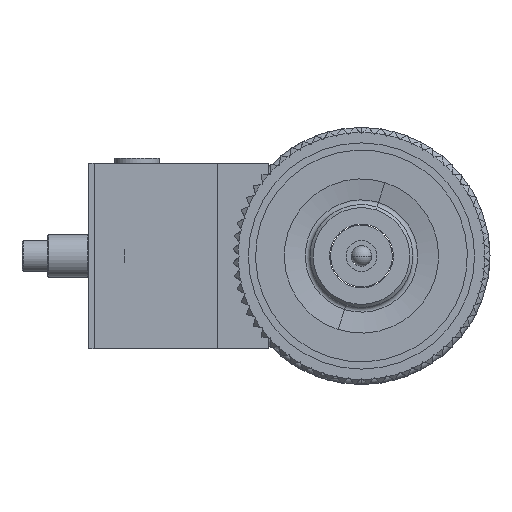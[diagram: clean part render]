
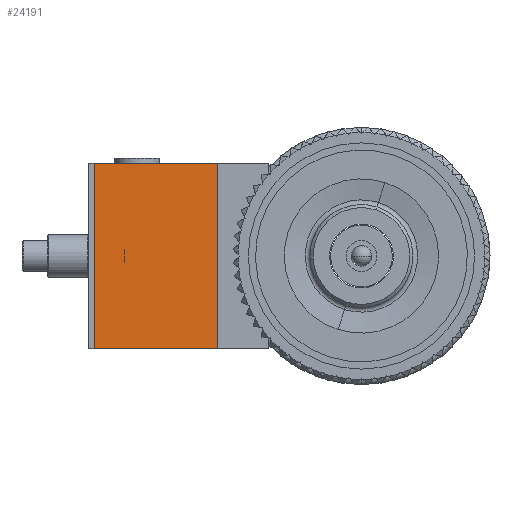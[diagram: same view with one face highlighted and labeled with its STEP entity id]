
A CAD part, left-side view. The second image highlights one B-rep face of the part: STEP entity #24191.
In plain terms, the highlighted planar face has unit normal (-1, 0, 0).
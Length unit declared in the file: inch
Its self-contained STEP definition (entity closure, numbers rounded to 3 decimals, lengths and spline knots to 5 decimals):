
#12757 = CARTESIAN_POINT ( 'NONE',  ( -1.45363, 0.22904, 1.5591 ) ) ;
#12758 = DIRECTION ( 'NONE',  ( 0., 1., 0. ) ) ;
#12759 = VECTOR ( 'NONE', #12758, 39.37008 ) ;
#12760 = CARTESIAN_POINT ( 'NONE',  ( -1.45363, 0.22904, 1.5591 ) ) ;
#12761 = LINE ( 'NONE', #12760, #12759 ) ;
#12762 = CARTESIAN_POINT ( 'NONE',  ( -1.45363, 0.22904, 0.85044 ) ) ;
#12767 = CARTESIAN_POINT ( 'NONE',  ( -1.45363, 0.70148, 0.85044 ) ) ;
#12842 = CARTESIAN_POINT ( 'NONE',  ( -1.45363, 0.70148, 1.5591 ) ) ;
#12904 = DIRECTION ( 'NONE',  ( 0., 0., 1. ) ) ;
#12905 = DIRECTION ( 'NONE',  ( -1., 0., 0. ) ) ;
#12906 = CARTESIAN_POINT ( 'NONE',  ( -1.45363, 0.22904, 0.85044 ) ) ;
#12907 = AXIS2_PLACEMENT_3D ( 'NONE', #12906, #12905, #12904 ) ;
#12908 = PLANE ( 'NONE',  #12907 ) ;
#12926 = FACE_OUTER_BOUND ( 'NONE', #24192, .T. ) ;
#12927 = DIRECTION ( 'NONE',  ( 0., 1., 0. ) ) ;
#12928 = VECTOR ( 'NONE', #12927, 39.37008 ) ;
#12929 = CARTESIAN_POINT ( 'NONE',  ( -1.45363, 0.22904, 0.85044 ) ) ;
#12930 = LINE ( 'NONE', #12929, #12928 ) ;
#12951 = DIRECTION ( 'NONE',  ( 0., 0., 1. ) ) ;
#12952 = VECTOR ( 'NONE', #12951, 39.37008 ) ;
#12953 = CARTESIAN_POINT ( 'NONE',  ( -1.45363, 0.22904, 0.85044 ) ) ;
#12955 = LINE ( 'NONE', #12953, #12952 ) ;
#12956 = DIRECTION ( 'NONE',  ( 0., 0., 1. ) ) ;
#12957 = VECTOR ( 'NONE', #12956, 39.37008 ) ;
#12958 = CARTESIAN_POINT ( 'NONE',  ( -1.45363, 0.70148, 0.85044 ) ) ;
#12959 = LINE ( 'NONE', #12958, #12957 ) ;
#24136 = VERTEX_POINT ( 'NONE', #12767 ) ;
#24140 = VERTEX_POINT ( 'NONE', #12762 ) ;
#24142 = EDGE_CURVE ( 'NONE', #24143, #24166, #12761, .T. ) ;
#24143 = VERTEX_POINT ( 'NONE', #12757 ) ;
#24166 = VERTEX_POINT ( 'NONE', #12842 ) ;
#24190 = EDGE_CURVE ( 'NONE', #24140, #24136, #12930, .T. ) ;
#24191 = ADVANCED_FACE ( 'NONE', ( #12926 ), #12908, .T. ) ;
#24192 = EDGE_LOOP ( 'NONE', ( #24193, #24195, #24196, #24198 ) ) ;
#24193 = ORIENTED_EDGE ( 'NONE', *, *, #24194, .F. ) ;
#24194 = EDGE_CURVE ( 'NONE', #24136, #24166, #12959, .T. ) ;
#24195 = ORIENTED_EDGE ( 'NONE', *, *, #24190, .F. ) ;
#24196 = ORIENTED_EDGE ( 'NONE', *, *, #24197, .T. ) ;
#24197 = EDGE_CURVE ( 'NONE', #24140, #24143, #12955, .T. ) ;
#24198 = ORIENTED_EDGE ( 'NONE', *, *, #24142, .T. ) ;
